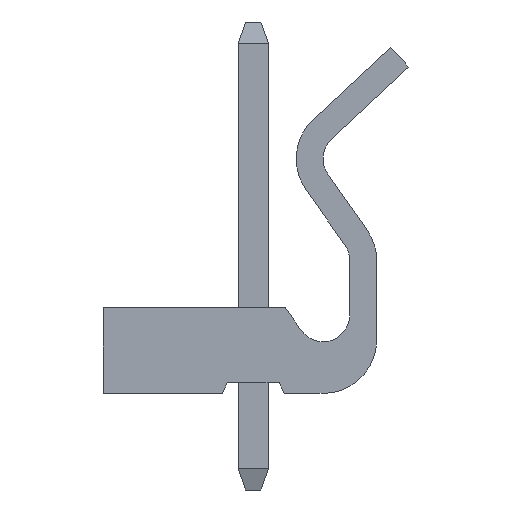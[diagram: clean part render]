
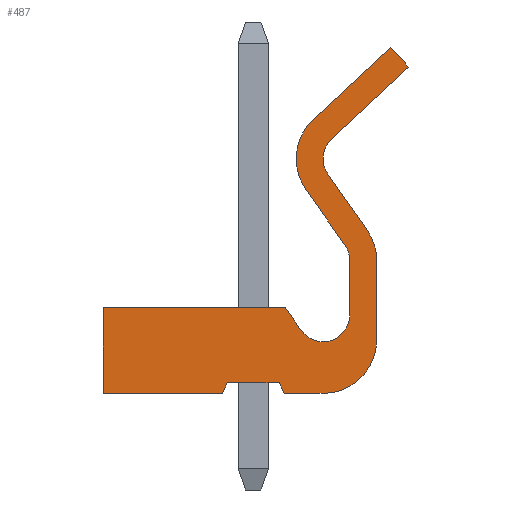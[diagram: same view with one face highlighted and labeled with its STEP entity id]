
A CAD part, left-side view. The second image highlights one B-rep face of the part: STEP entity #487.
In plain terms, the highlighted planar face has unit normal (-1, 0, 0).
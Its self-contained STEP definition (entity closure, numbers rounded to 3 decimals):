
#487=ADVANCED_FACE('',(#838),#840,.T.);
#838=FACE_BOUND('',#839,.T.);
#839=EDGE_LOOP('',(#1123,#1124,#1125,#1126,#1127,#1128,#1129,#1130,#1131,#1132,#1133,
#1134,#1135,#1136,#1137,#1138,#1139,#1140,#1141,#1142,#1143));
#840=PLANE('',#841);
#841=AXIS2_PLACEMENT_3D('',#842,#843,#844);
#842=CARTESIAN_POINT('',(-2.25,0.,0.));
#843=DIRECTION('',(-1.,0.,0.));
#844=DIRECTION('',(0.,0.,-1.));
#1123=ORIENTED_EDGE('',*,*,#1310,.T.);
#1124=ORIENTED_EDGE('',*,*,#1311,.T.);
#1125=ORIENTED_EDGE('',*,*,#1312,.T.);
#1126=ORIENTED_EDGE('',*,*,#1313,.T.);
#1127=ORIENTED_EDGE('',*,*,#1314,.T.);
#1128=ORIENTED_EDGE('',*,*,#1315,.T.);
#1129=ORIENTED_EDGE('',*,*,#1316,.T.);
#1130=ORIENTED_EDGE('',*,*,#1317,.T.);
#1131=ORIENTED_EDGE('',*,*,#1318,.T.);
#1132=ORIENTED_EDGE('',*,*,#1319,.T.);
#1133=ORIENTED_EDGE('',*,*,#1320,.T.);
#1134=ORIENTED_EDGE('',*,*,#1284,.T.);
#1135=ORIENTED_EDGE('',*,*,#1280,.T.);
#1136=ORIENTED_EDGE('',*,*,#1273,.T.);
#1137=ORIENTED_EDGE('',*,*,#1309,.T.);
#1138=ORIENTED_EDGE('',*,*,#1321,.T.);
#1139=ORIENTED_EDGE('',*,*,#1322,.T.);
#1140=ORIENTED_EDGE('',*,*,#1323,.T.);
#1141=ORIENTED_EDGE('',*,*,#1324,.T.);
#1142=ORIENTED_EDGE('',*,*,#1325,.T.);
#1143=ORIENTED_EDGE('',*,*,#1326,.T.);
#1273=EDGE_CURVE('',#1382,#1380,#1383,.T.);
#1280=EDGE_CURVE('',#1394,#1382,#1395,.T.);
#1284=EDGE_CURVE('',#1401,#1394,#1402,.T.);
#1309=EDGE_CURVE('',#1380,#1444,#1446,.T.);
#1310=EDGE_CURVE('',#1447,#1448,#1449,.T.);
#1311=EDGE_CURVE('',#1448,#1450,#1451,.T.);
#1312=EDGE_CURVE('',#1450,#1452,#1453,.T.);
#1313=EDGE_CURVE('',#1452,#1454,#1455,.T.);
#1314=EDGE_CURVE('',#1454,#1456,#1457,.T.);
#1315=EDGE_CURVE('',#1456,#1458,#1459,.T.);
#1316=EDGE_CURVE('',#1458,#1460,#1461,.T.);
#1317=EDGE_CURVE('',#1460,#1462,#1463,.T.);
#1318=EDGE_CURVE('',#1462,#1464,#1465,.T.);
#1319=EDGE_CURVE('',#1464,#1466,#1467,.T.);
#1320=EDGE_CURVE('',#1466,#1401,#1468,.T.);
#1321=EDGE_CURVE('',#1444,#1469,#1470,.T.);
#1322=EDGE_CURVE('',#1469,#1471,#1472,.T.);
#1323=EDGE_CURVE('',#1471,#1473,#1474,.T.);
#1324=EDGE_CURVE('',#1473,#1475,#1476,.T.);
#1325=EDGE_CURVE('',#1475,#1477,#1478,.T.);
#1326=EDGE_CURVE('',#1477,#1447,#1479,.T.);
#1380=VERTEX_POINT('',#1557);
#1382=VERTEX_POINT('',#1561);
#1383=LINE('',#1562,#1563);
#1394=VERTEX_POINT('',#1587);
#1395=LINE('',#1588,#1589);
#1401=VERTEX_POINT('',#1602);
#1402=LINE('',#1603,#1604);
#1444=VERTEX_POINT('',#1699);
#1446=LINE('',#1703,#1704);
#1447=VERTEX_POINT('',#1706);
#1448=VERTEX_POINT('',#1707);
#1449=LINE('',#1708,#1709);
#1450=VERTEX_POINT('',#1711);
#1451=CIRCLE('',#1712,1.);
#1452=VERTEX_POINT('',#1716);
#1453=LINE('',#1717,#1718);
#1454=VERTEX_POINT('',#1720);
#1455=LINE('',#1721,#1722);
#1456=VERTEX_POINT('',#1724);
#1457=LINE('',#1725,#1726);
#1458=VERTEX_POINT('',#1728);
#1459=CIRCLE('',#1729,2.);
#1460=VERTEX_POINT('',#1733);
#1461=LINE('',#1734,#1735);
#1462=VERTEX_POINT('',#1737);
#1463=CIRCLE('',#1738,1.);
#1464=VERTEX_POINT('',#1742);
#1465=LINE('',#1743,#1744);
#1466=VERTEX_POINT('',#1746);
#1467=CIRCLE('',#1747,1.);
#1468=LINE('',#1751,#1752);
#1469=VERTEX_POINT('',#1754);
#1470=LINE('',#1755,#1756);
#1471=VERTEX_POINT('',#1758);
#1472=LINE('',#1759,#1760);
#1473=VERTEX_POINT('',#1762);
#1474=LINE('',#1763,#1764);
#1475=VERTEX_POINT('',#1766);
#1476=CIRCLE('',#1767,2.);
#1477=VERTEX_POINT('',#1771);
#1478=LINE('',#1772,#1773);
#1479=CIRCLE('',#1775,2.);
#1557=CARTESIAN_POINT('',(-2.25,1.15,0.));
#1561=CARTESIAN_POINT('',(-2.25,5.6,0.));
#1562=CARTESIAN_POINT('',(-2.25,5.6,0.));
#1563=VECTOR('',#1564,1.);
#1564=DIRECTION('',(0.,-1.,0.));
#1587=CARTESIAN_POINT('',(-2.25,5.6,3.2));
#1588=CARTESIAN_POINT('',(-2.25,5.6,3.2));
#1589=VECTOR('',#1590,1.);
#1590=DIRECTION('',(0.,0.,-1.));
#1602=CARTESIAN_POINT('',(-2.25,-1.19,3.2));
#1603=CARTESIAN_POINT('',(-2.25,-1.19,3.2));
#1604=VECTOR('',#1605,1.);
#1605=DIRECTION('',(0.,1.,0.));
#1699=CARTESIAN_POINT('',(-2.25,0.963,0.4));
#1703=CARTESIAN_POINT('',(-2.25,1.15,0.));
#1704=VECTOR('',#1705,1.);
#1705=DIRECTION('',(0.,-0.423,0.906));
#1706=CARTESIAN_POINT('',(-2.25,-4.238,6.095));
#1707=CARTESIAN_POINT('',(-2.25,-2.781,8.176));
#1708=CARTESIAN_POINT('',(-2.25,-4.238,6.095));
#1709=VECTOR('',#1710,1.);
#1710=DIRECTION('',(0.,0.574,0.819));
#1711=CARTESIAN_POINT('',(-2.25,-2.918,9.481));
#1712=AXIS2_PLACEMENT_3D('',#1713,#1714,#1715);
#1713=CARTESIAN_POINT('',(-2.25,-3.6,8.75));
#1714=DIRECTION('',(1.,0.,0.));
#1715=DIRECTION('',(0.,0.819,-0.574));
#1716=CARTESIAN_POINT('',(-2.25,-5.8,12.169));
#1717=CARTESIAN_POINT('',(-2.25,-2.918,9.481));
#1718=VECTOR('',#1719,1.);
#1719=DIRECTION('',(0.,-0.731,0.682));
#1720=CARTESIAN_POINT('',(-2.25,-5.118,12.9));
#1721=CARTESIAN_POINT('',(-2.25,-5.8,12.169));
#1722=VECTOR('',#1723,1.);
#1723=DIRECTION('',(0.,0.682,0.731));
#1724=CARTESIAN_POINT('',(-2.25,-2.236,10.213));
#1725=CARTESIAN_POINT('',(-2.25,-5.118,12.9));
#1726=VECTOR('',#1727,1.);
#1727=DIRECTION('',(0.,0.731,-0.682));
#1728=CARTESIAN_POINT('',(-2.25,-1.962,7.603));
#1729=AXIS2_PLACEMENT_3D('',#1730,#1731,#1732);
#1730=CARTESIAN_POINT('',(-2.25,-3.6,8.75));
#1731=DIRECTION('',(-1.,-0.,-0.));
#1732=DIRECTION('',(0.,0.682,0.731));
#1733=CARTESIAN_POINT('',(-2.25,-3.419,5.522));
#1734=CARTESIAN_POINT('',(-2.25,-1.962,7.603));
#1735=VECTOR('',#1736,1.);
#1736=DIRECTION('',(0.,-0.574,-0.819));
#1737=CARTESIAN_POINT('',(-2.25,-3.6,4.948));
#1738=AXIS2_PLACEMENT_3D('',#1739,#1740,#1741);
#1739=CARTESIAN_POINT('',(-2.25,-2.6,4.948));
#1740=DIRECTION('',(1.,0.,0.));
#1741=DIRECTION('',(0.,-0.819,0.574));
#1742=CARTESIAN_POINT('',(-2.25,-3.6,2.93));
#1743=CARTESIAN_POINT('',(-2.25,-3.6,4.948));
#1744=VECTOR('',#1745,1.);
#1745=DIRECTION('',(0.,0.,-1.));
#1746=CARTESIAN_POINT('',(-2.25,-1.781,2.356));
#1747=AXIS2_PLACEMENT_3D('',#1748,#1749,#1750);
#1748=CARTESIAN_POINT('',(-2.25,-2.6,2.93));
#1749=DIRECTION('',(1.,0.,0.));
#1750=DIRECTION('',(0.,-1.,0.));
#1751=CARTESIAN_POINT('',(-2.25,-1.781,2.356));
#1752=VECTOR('',#1753,1.);
#1753=DIRECTION('',(0.,0.574,0.819));
#1754=CARTESIAN_POINT('',(-2.25,-0.963,0.4));
#1755=CARTESIAN_POINT('',(-2.25,0.963,0.4));
#1756=VECTOR('',#1757,1.);
#1757=DIRECTION('',(0.,-1.,0.));
#1758=CARTESIAN_POINT('',(-2.25,-1.15,0.));
#1759=CARTESIAN_POINT('',(-2.25,-0.963,0.4));
#1760=VECTOR('',#1761,1.);
#1761=DIRECTION('',(0.,-0.423,-0.906));
#1762=CARTESIAN_POINT('',(-2.25,-2.6,0.));
#1763=CARTESIAN_POINT('',(-2.25,-1.15,0.));
#1764=VECTOR('',#1765,1.);
#1765=DIRECTION('',(0.,-1.,0.));
#1766=CARTESIAN_POINT('',(-2.25,-4.6,2.));
#1767=AXIS2_PLACEMENT_3D('',#1768,#1769,#1770);
#1768=CARTESIAN_POINT('',(-2.25,-2.6,2.));
#1769=DIRECTION('',(-1.,-0.,-0.));
#1770=DIRECTION('',(0.,0.,-1.));
#1771=CARTESIAN_POINT('',(-2.25,-4.6,4.948));
#1772=CARTESIAN_POINT('',(-2.25,-4.6,2.));
#1773=VECTOR('',#1774,1.);
#1774=DIRECTION('',(0.,0.,1.));
#1775=AXIS2_PLACEMENT_3D('',#1776,#1777,#1778);
#1776=CARTESIAN_POINT('',(-2.25,-2.6,4.948));
#1777=DIRECTION('',(-1.,-0.,-0.));
#1778=DIRECTION('',(0.,-1.,0.));
